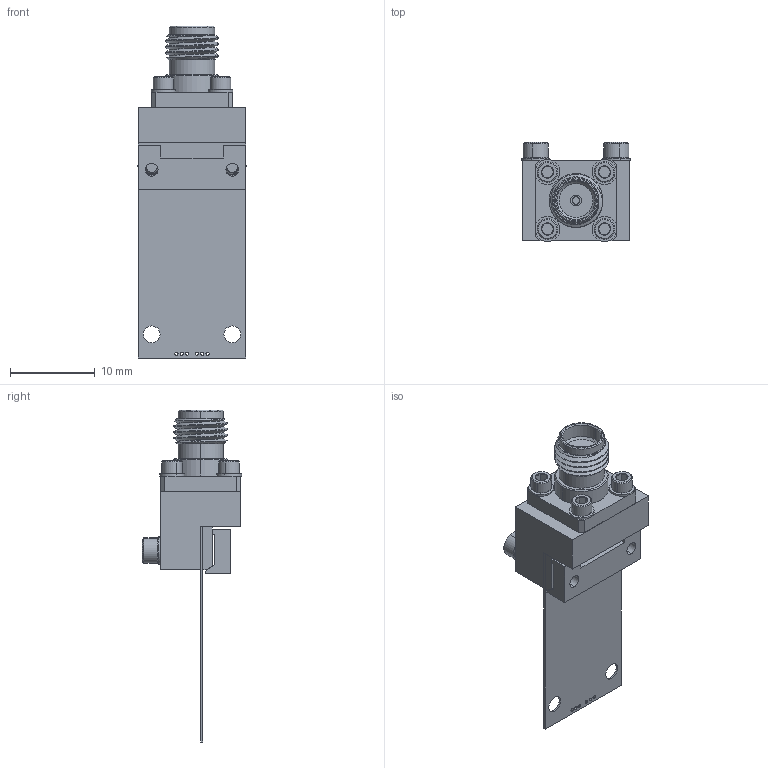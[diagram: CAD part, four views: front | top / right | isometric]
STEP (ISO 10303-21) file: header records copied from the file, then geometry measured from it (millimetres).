
FILE_DESCRIPTION (( 'STEP AP214' ), '1' );
FILE_NAME ('SCT029-SMA_3D.step', '2024-03-15T19:08:05', ( '' ), ( '' ), 'SwSTEP 2.0', 'SolidWorks 2022', '' );
FILE_SCHEMA (( 'AUTOMOTIVE_DESIGN' ));
Length unit declared in the file: inch
Products named in the file (6): Copy of Grounding Plate^SCT029-SMA; SCT029-SMA_3D; Copy of 1-72 SHCS x .3125^SCT029-SMA_92196A067; Copy of PE45400-Body^SCT029-SMA; Copy of Threaded Clamping Plate^SCT029-SMA; Copy of PCB^SCT029-SMA
Assembly tree (6 placements, depth 2):
  SCT029-SMA_3D
    Copy of PE45400-Body^SCT029-SMA
    Copy of Grounding Plate^SCT029-SMA
    Copy of Threaded Clamping Plate^SCT029-SMA
    Copy of 1-72 SHCS x .3125^SCT029-SMA_92196A067  x2
    Copy of PCB^SCT029-SMA
Bounding box: 12.77 x 11.71 x 39.22 mm (x, y, z)
Volume: 1274.2 mm3; surface area: 2494.9 mm2
Topology: 7 solids, 7 shells, 558 faces, 1405 edges, 897 vertices
Faces by surface type: cylinder 288, plane 171, cone 84, bspline 15
Entity records: 19480 total; most frequent: CARTESIAN_POINT 8620, ORIENTED_EDGE 2316, DIRECTION 2116, EDGE_CURVE 1158, AXIS2_PLACEMENT_3D 798, VERTEX_POINT 738, EDGE_LOOP 542, LINE 520
